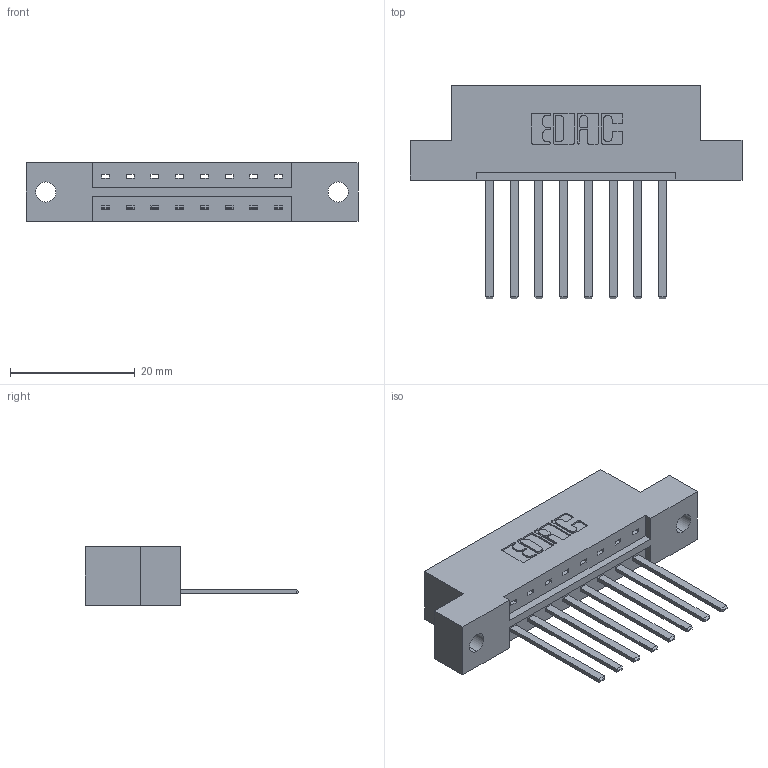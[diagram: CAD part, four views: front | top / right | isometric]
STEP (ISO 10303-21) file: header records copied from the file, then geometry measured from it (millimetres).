
FILE_DESCRIPTION (( 'STEP AP203' ), '1' );
FILE_NAME ('333-008-544-102.STEP', '2018-07-31T22:09:39', ( '' ), ( '' ), 'SwSTEP 2.0', 'SolidWorks 2016', '' );
FILE_SCHEMA (( 'CONFIG_CONTROL_DESIGN' ));
Length unit declared in the file: inch
Products named in the file (3): 345-292-001_345-293-144; 333-008-544-102; 333 Part_Flush - .128 Dia
Assembly tree (9 placements, depth 2):
  333-008-544-102
    333 Part_Flush - .128 Dia
    345-292-001_345-293-144  x8
Bounding box: 53.24 x 34.3 x 9.4 mm (x, y, z)
Volume: 5120.9 mm3; surface area: 5347.1 mm2
Topology: 9 solids, 9 shells, 530 faces, 1575 edges, 1038 vertices
Faces by surface type: plane 374, cylinder 156
Entity records: 9107 total; most frequent: CARTESIAN_POINT 1582, ORIENTED_EDGE 1526, DIRECTION 1399, EDGE_CURVE 763, VECTOR 639, LINE 639, VERTEX_POINT 506, AXIS2_PLACEMENT_3D 380
